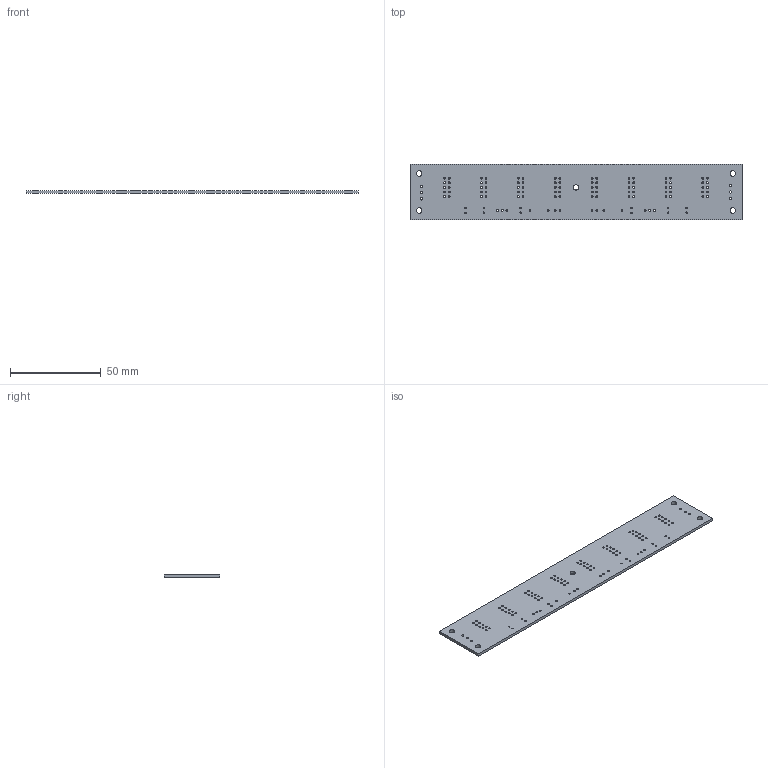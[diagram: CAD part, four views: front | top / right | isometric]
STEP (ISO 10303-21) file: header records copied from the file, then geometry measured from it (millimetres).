
FILE_DESCRIPTION(('KiCad electronic assembly'),'2;1');
FILE_NAME('EuroPower.step','2018-08-04T18:50:17',('An Author'),( 'A Company'),'Open CASCADE STEP processor 6.8', 'KiCad to STEP converter','Unknown');
FILE_SCHEMA(('AUTOMOTIVE_DESIGN_CC2 { 1 2 10303 214 -1 1 5 4 }'));
Length unit declared in the file: millimetre
Products named in the file (2): Open CASCADE STEP translator 6.8 1; COMPOUND
Assembly tree (1 placements, depth 2):
  Open CASCADE STEP translator 6.8 1
    COMPOUND
Bounding box: 182.88 x 30.48 x 1.6 mm (x, y, z)
Volume: 8726.3 mm3; surface area: 12216.9 mm2
Topology: 1 solids, 1 shells, 123 faces, 363 edges, 242 vertices
Faces by surface type: cylinder 117, plane 6
Full cylindrical faces by diameter (mm): 0.8 x16, 0.9 x4, 1 x86, 1.2 x6, 3 x5
Entity records: 9485 total; most frequent: DIRECTION 1573, CARTESIAN_POINT 1456, ORIENTED_EDGE 726, PCURVE 726, DEFINITIONAL_REPRESENTATION 726, LINE 621, VECTOR 621, CIRCLE 468
